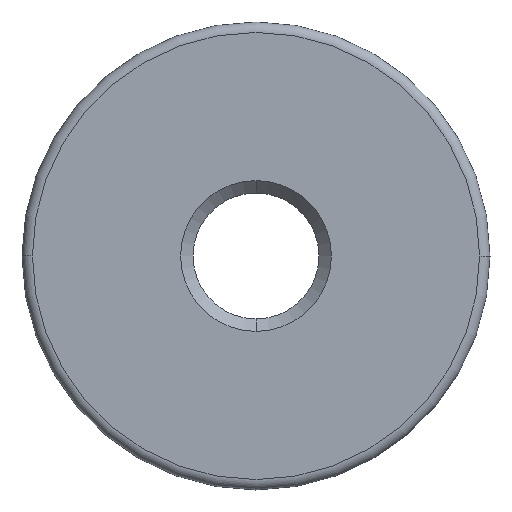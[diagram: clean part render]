
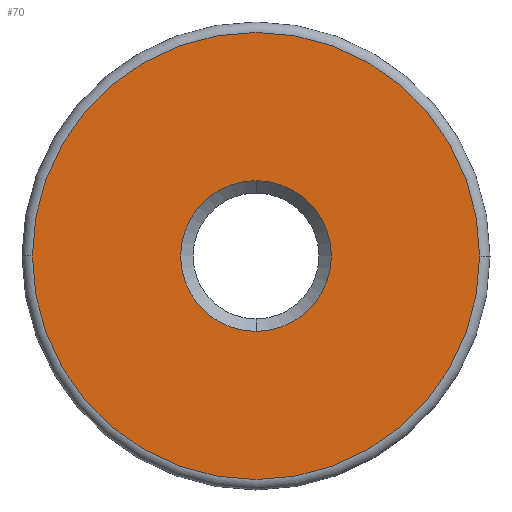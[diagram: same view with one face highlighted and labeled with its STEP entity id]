
A CAD part, left-side view. The second image highlights one B-rep face of the part: STEP entity #70.
In plain terms, the highlighted planar face has unit normal (-1, 0, 0).
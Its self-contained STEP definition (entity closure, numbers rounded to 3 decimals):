
#38 = VERTEX_POINT ( 'NONE', #394 ) ;
#64 = VERTEX_POINT ( 'NONE', #527 ) ;
#70 = ADVANCED_FACE ( 'NONE', ( #540, #542 ), #543, .F. ) ;
#74 = EDGE_CURVE ( 'NONE', #78, #64, #224, .T. ) ;
#78 = VERTEX_POINT ( 'NONE', #250 ) ;
#142 = CIRCLE ( 'NONE', #143, 7.25 ) ;
#143 = AXIS2_PLACEMENT_3D ( 'NONE', #144, #145, #146 ) ;
#144 = CARTESIAN_POINT ( 'NONE',  ( -40., -7.25, 0. ) ) ;
#145 = DIRECTION ( 'NONE',  ( 1., 0., 0. ) ) ;
#146 = DIRECTION ( 'NONE',  ( 0., 1., 0. ) ) ;
#224 = CIRCLE ( 'NONE', #226, 21.5 ) ;
#226 = AXIS2_PLACEMENT_3D ( 'NONE', #227, #228, #229 ) ;
#227 = CARTESIAN_POINT ( 'NONE',  ( -40., -7.25, 0. ) ) ;
#228 = DIRECTION ( 'NONE',  ( -1., 0., 0. ) ) ;
#229 = DIRECTION ( 'NONE',  ( 0., -1., 0. ) ) ;
#244 = ORIENTED_EDGE ( 'NONE', *, *, #655, .T. ) ;
#250 = CARTESIAN_POINT ( 'NONE',  ( -40., -28.75, 0. ) ) ;
#303 = CIRCLE ( 'NONE', #304, 21.5 ) ;
#304 = AXIS2_PLACEMENT_3D ( 'NONE', #305, #306, #307 ) ;
#305 = CARTESIAN_POINT ( 'NONE',  ( -40., -7.25, 0. ) ) ;
#306 = DIRECTION ( 'NONE',  ( -1., 0., 0. ) ) ;
#307 = DIRECTION ( 'NONE',  ( 0., -1., 0. ) ) ;
#314 = ORIENTED_EDGE ( 'NONE', *, *, #401, .T. ) ;
#330 = CARTESIAN_POINT ( 'NONE',  ( -40., -7.25, -7.25 ) ) ;
#339 = CIRCLE ( 'NONE', #340, 7.25 ) ;
#340 = AXIS2_PLACEMENT_3D ( 'NONE', #341, #342, #343 ) ;
#341 = CARTESIAN_POINT ( 'NONE',  ( -40., -7.25, 0. ) ) ;
#342 = DIRECTION ( 'NONE',  ( 1., 0., 0. ) ) ;
#343 = DIRECTION ( 'NONE',  ( 0., 1., 0. ) ) ;
#394 = CARTESIAN_POINT ( 'NONE',  ( -40., -7.25, 7.25 ) ) ;
#401 = EDGE_CURVE ( 'NONE', #751, #38, #142, .T. ) ;
#474 = ORIENTED_EDGE ( 'NONE', *, *, #74, .T. ) ;
#527 = CARTESIAN_POINT ( 'NONE',  ( -40., 14.25, 0. ) ) ;
#540 = FACE_BOUND ( 'NONE', #750, .T. ) ;
#542 = FACE_OUTER_BOUND ( 'NONE', #689, .T. ) ;
#543 = PLANE ( 'NONE',  #544 ) ;
#544 = AXIS2_PLACEMENT_3D ( 'NONE', #545, #546, #547 ) ;
#545 = CARTESIAN_POINT ( 'NONE',  ( -40., 14.25, 0. ) ) ;
#546 = DIRECTION ( 'NONE',  ( 1., 0., 0. ) ) ;
#547 = DIRECTION ( 'NONE',  ( 0., 1., 0. ) ) ;
#559 = ORIENTED_EDGE ( 'NONE', *, *, #628, .T. ) ;
#628 = EDGE_CURVE ( 'NONE', #64, #78, #303, .T. ) ;
#655 = EDGE_CURVE ( 'NONE', #38, #751, #339, .T. ) ;
#689 = EDGE_LOOP ( 'NONE', ( #474, #559 ) ) ;
#750 = EDGE_LOOP ( 'NONE', ( #244, #314 ) ) ;
#751 = VERTEX_POINT ( 'NONE', #330 ) ;
